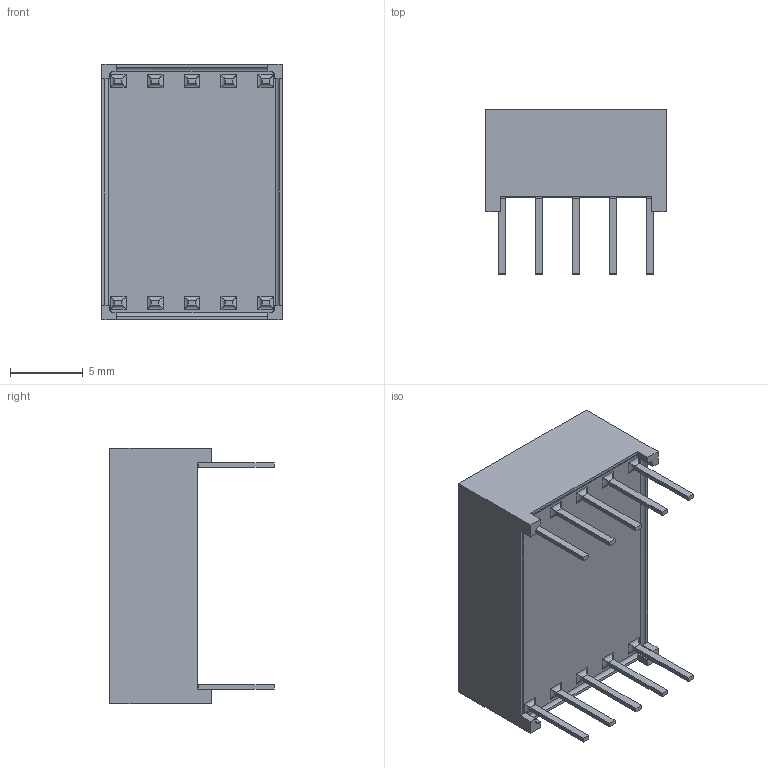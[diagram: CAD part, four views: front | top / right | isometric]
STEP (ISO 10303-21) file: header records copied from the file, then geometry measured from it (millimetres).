
FILE_DESCRIPTION (( 'STEP AP203' ), '1' );
FILE_NAME ('Display.STEP', '2013-05-30T08:56:08', ( 'Pepi' ), ( 'Hewlett-Packard Company' ), 'SwSTEP 2.0', 'SolidWorks 2012', '' );
FILE_SCHEMA (( 'CONFIG_CONTROL_DESIGN' ));
Length unit declared in the file: millimetre
Products named in the file (1): Display
Bounding box: 12.4 x 11.3 x 17.55 mm (x, y, z)
Volume: 1268.2 mm3; surface area: 915.3 mm2
Topology: 1 solids, 1 shells, 211 faces, 666 edges, 502 vertices
Faces by surface type: plane 119, cylinder 90, torus 2
Entity records: 8443 total; most frequent: CARTESIAN_POINT 2680, ORIENTED_EDGE 1332, DIRECTION 947, EDGE_CURVE 666, VERTEX_POINT 502, LINE 495, VECTOR 495, EDGE_LOOP 256
